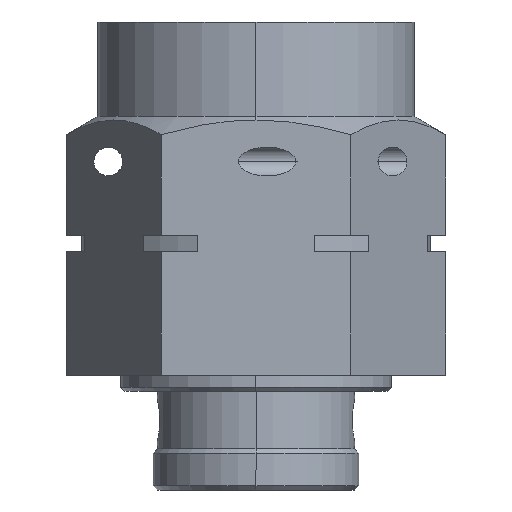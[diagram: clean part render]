
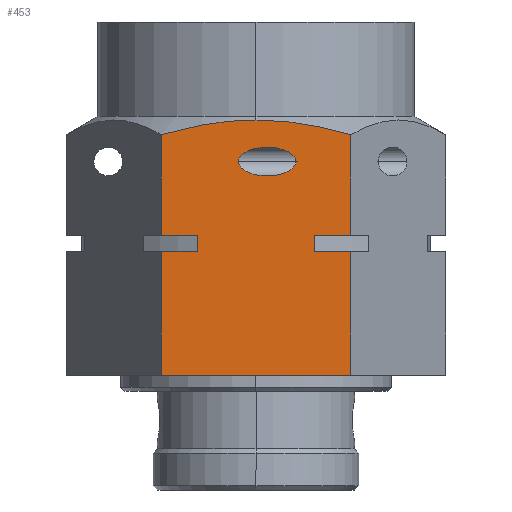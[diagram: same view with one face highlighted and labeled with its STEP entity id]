
A CAD part, left-side view. The second image highlights one B-rep face of the part: STEP entity #453.
In plain terms, the highlighted planar face has unit normal (-1, 0, 0).
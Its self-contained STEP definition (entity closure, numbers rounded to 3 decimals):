
#10 = VECTOR ( 'NONE', #603, 1000. ) ;
#11 = DIRECTION ( 'NONE',  ( 0., 1., 0. ) ) ;
#18 = VERTEX_POINT ( 'NONE', #1643 ) ;
#44 = CARTESIAN_POINT ( 'NONE',  ( -4., -0.972, 8. ) ) ;
#129 = CARTESIAN_POINT ( 'NONE',  ( -4., 2.309, 8.656 ) ) ;
#135 = CARTESIAN_POINT ( 'NONE',  ( -4., 0., 9.013 ) ) ;
#146 = CARTESIAN_POINT ( 'NONE',  ( -4., 1.436, 6.2 ) ) ;
#166 = DIRECTION ( 'NONE',  ( 0., 0., -1. ) ) ;
#193 = ORIENTED_EDGE ( 'NONE', *, *, #2040, .T. ) ;
#202 = EDGE_CURVE ( 'NONE', #2056, #1887, #2225, .T. ) ;
#203 =( BOUNDED_CURVE ( )  B_SPLINE_CURVE ( 3, ( #702, #1824, #2454, #2027 ),
 .UNSPECIFIED., .F., .T. ) 
 B_SPLINE_CURVE_WITH_KNOTS ( ( 4, 4 ),
 ( 0., 3.142 ),
 .UNSPECIFIED. ) 
 CURVE ( )  GEOMETRIC_REPRESENTATION_ITEM ( )  RATIONAL_B_SPLINE_CURVE ( ( 1., 0.333, 0.333, 1. ) ) 
 REPRESENTATION_ITEM ( '' )  );
#204 = VERTEX_POINT ( 'NONE', #129 ) ;
#281 = EDGE_CURVE ( 'NONE', #2794, #632, #2912, .T. ) ;
#334 = ORIENTED_EDGE ( 'NONE', *, *, #2228, .T. ) ;
#339 = CARTESIAN_POINT ( 'NONE',  ( -4., 2.309, 6.2 ) ) ;
#369 = VERTEX_POINT ( 'NONE', #1332 ) ;
#389 = CARTESIAN_POINT ( 'NONE',  ( -4., 0.391, 9.013 ) ) ;
#404 = DIRECTION ( 'NONE',  ( 0., 0., -1. ) ) ;
#413 = ORIENTED_EDGE ( 'NONE', *, *, #2654, .T. ) ;
#420 = ORIENTED_EDGE ( 'NONE', *, *, #791, .F. ) ;
#453 = ADVANCED_FACE ( 'NONE', ( #1009, #2412 ), #1386, .F. ) ;
#458 = CARTESIAN_POINT ( 'NONE',  ( -4., -2.309, 11.4 ) ) ;
#474 = ORIENTED_EDGE ( 'NONE', *, *, #2017, .T. ) ;
#497 = VECTOR ( 'NONE', #2580, 1000. ) ;
#570 = ORIENTED_EDGE ( 'NONE', *, *, #1733, .F. ) ;
#594 = CARTESIAN_POINT ( 'NONE',  ( -4., 1.558, 8.854 ) ) ;
#603 = DIRECTION ( 'NONE',  ( 0., -1., 0. ) ) ;
#612 = CARTESIAN_POINT ( 'NONE',  ( -4., 2.309, 6.2 ) ) ;
#625 = CARTESIAN_POINT ( 'NONE',  ( -4., 2.309, 2.8 ) ) ;
#632 = VERTEX_POINT ( 'NONE', #146 ) ;
#675 = CARTESIAN_POINT ( 'NONE',  ( -4., 2.309, 5.8 ) ) ;
#702 = CARTESIAN_POINT ( 'NONE',  ( -4., 0.428, 8. ) ) ;
#703 = DIRECTION ( 'NONE',  ( 0., 1., 0. ) ) ;
#713 = DIRECTION ( 'NONE',  ( 1., 0., 0. ) ) ;
#789 = ORIENTED_EDGE ( 'NONE', *, *, #1099, .T. ) ;
#791 = EDGE_CURVE ( 'NONE', #2310, #792, #1202, .T. ) ;
#792 = VERTEX_POINT ( 'NONE', #2392 ) ;
#807 = B_SPLINE_CURVE_WITH_KNOTS ( 'NONE', 3,
 ( #1696, #1929, #1264, #816, #2370, #2121 ),
 .UNSPECIFIED., .F., .F.,
 ( 4, 2, 4 ),
 ( 0.014, 0.015, 0.017 ),
 .UNSPECIFIED. ) ;
#816 = CARTESIAN_POINT ( 'NONE',  ( -4., -1.549, 8.856 ) ) ;
#820 = CARTESIAN_POINT ( 'NONE',  ( -4., 1.936, 8.764 ) ) ;
#851 = CARTESIAN_POINT ( 'NONE',  ( -4., 1.436, 2.8 ) ) ;
#927 = CARTESIAN_POINT ( 'NONE',  ( -4., 1.436, 5.8 ) ) ;
#932 = EDGE_CURVE ( 'NONE', #369, #2279, #1723, .T. ) ;
#960 = CARTESIAN_POINT ( 'NONE',  ( -4., 2.309, 5.8 ) ) ;
#976 = ORIENTED_EDGE ( 'NONE', *, *, #932, .T. ) ;
#994 = DIRECTION ( 'NONE',  ( 0., 1., 0. ) ) ;
#1009 = FACE_BOUND ( 'NONE', #2146, .T. ) ;
#1022 = VECTOR ( 'NONE', #166, 1000. ) ;
#1078 = LINE ( 'NONE', #960, #1955 ) ;
#1085 = VECTOR ( 'NONE', #11, 1000. ) ;
#1099 = EDGE_CURVE ( 'NONE', #1887, #792, #2783, .T. ) ;
#1142 = ORIENTED_EDGE ( 'NONE', *, *, #1898, .T. ) ;
#1202 = LINE ( 'NONE', #2882, #2636 ) ;
#1217 = EDGE_CURVE ( 'NONE', #1730, #2372, #2787, .T. ) ;
#1251 = CARTESIAN_POINT ( 'NONE',  ( -4., -1.436, 6.2 ) ) ;
#1254 = B_SPLINE_CURVE_WITH_KNOTS ( 'NONE', 3,
 ( #1258, #820, #594, #2142, #389, #135 ),
 .UNSPECIFIED., .F., .F.,
 ( 4, 2, 4 ),
 ( 0.012, 0.013, 0.014 ),
 .UNSPECIFIED. ) ;
#1258 = CARTESIAN_POINT ( 'NONE',  ( -4., 2.309, 8.656 ) ) ;
#1264 = CARTESIAN_POINT ( 'NONE',  ( -4., -0.778, 8.98 ) ) ;
#1267 = DIRECTION ( 'NONE',  ( 0., 0., -1. ) ) ;
#1293 = CARTESIAN_POINT ( 'NONE',  ( -4., 2.309, 11.4 ) ) ;
#1310 = VERTEX_POINT ( 'NONE', #1593 ) ;
#1332 = CARTESIAN_POINT ( 'NONE',  ( -4., -0.972, 8. ) ) ;
#1344 = DIRECTION ( 'NONE',  ( 0., -1., 0. ) ) ;
#1353 = CARTESIAN_POINT ( 'NONE',  ( -4., 0., 9.013 ) ) ;
#1363 = CARTESIAN_POINT ( 'NONE',  ( -4., 2.309, 5.8 ) ) ;
#1384 = CARTESIAN_POINT ( 'NONE',  ( -4., -0.972, 7.3 ) ) ;
#1386 = PLANE ( 'NONE',  #1420 ) ;
#1412 = CARTESIAN_POINT ( 'NONE',  ( -4., 0.428, 7.3 ) ) ;
#1420 = AXIS2_PLACEMENT_3D ( 'NONE', #1831, #713, #703 ) ;
#1587 = VECTOR ( 'NONE', #2367, 1000. ) ;
#1593 = CARTESIAN_POINT ( 'NONE',  ( -4., -2.309, 2.8 ) ) ;
#1600 = VECTOR ( 'NONE', #2013, 1000. ) ;
#1604 = VECTOR ( 'NONE', #2192, 1000. ) ;
#1615 = VERTEX_POINT ( 'NONE', #1353 ) ;
#1625 = ORIENTED_EDGE ( 'NONE', *, *, #2340, .F. ) ;
#1639 = CARTESIAN_POINT ( 'NONE',  ( -4., 0.428, 8. ) ) ;
#1643 = CARTESIAN_POINT ( 'NONE',  ( -4., -2.309, 5.8 ) ) ;
#1695 = VECTOR ( 'NONE', #1267, 1000. ) ;
#1696 = CARTESIAN_POINT ( 'NONE',  ( -4., 0., 9.013 ) ) ;
#1714 = CARTESIAN_POINT ( 'NONE',  ( -4., -1.436, 2.8 ) ) ;
#1723 =( BOUNDED_CURVE ( )  B_SPLINE_CURVE ( 3, ( #44, #1384, #1412, #1639 ),
 .UNSPECIFIED., .F., .T. ) 
 B_SPLINE_CURVE_WITH_KNOTS ( ( 4, 4 ),
 ( 3.142, 6.283 ),
 .UNSPECIFIED. ) 
 CURVE ( )  GEOMETRIC_REPRESENTATION_ITEM ( )  RATIONAL_B_SPLINE_CURVE ( ( 1., 0.333, 0.333, 1. ) ) 
 REPRESENTATION_ITEM ( '' )  );
#1730 = VERTEX_POINT ( 'NONE', #675 ) ;
#1733 = EDGE_CURVE ( 'NONE', #18, #1310, #2785, .T. ) ;
#1824 = CARTESIAN_POINT ( 'NONE',  ( -4., 0.428, 8.7 ) ) ;
#1831 = CARTESIAN_POINT ( 'NONE',  ( -4., 2.309, 11.4 ) ) ;
#1865 = ORIENTED_EDGE ( 'NONE', *, *, #281, .T. ) ;
#1887 = VERTEX_POINT ( 'NONE', #1251 ) ;
#1888 = CARTESIAN_POINT ( 'NONE',  ( -4., 2.309, 2.8 ) ) ;
#1898 = EDGE_CURVE ( 'NONE', #204, #2794, #2595, .T. ) ;
#1901 = CARTESIAN_POINT ( 'NONE',  ( -4., 0.428, 8. ) ) ;
#1929 = CARTESIAN_POINT ( 'NONE',  ( -4., -0.391, 9.013 ) ) ;
#1955 = VECTOR ( 'NONE', #994, 1000. ) ;
#1994 = LINE ( 'NONE', #1888, #497 ) ;
#2013 = DIRECTION ( 'NONE',  ( 0., 0., -1. ) ) ;
#2017 = EDGE_CURVE ( 'NONE', #2044, #1730, #2266, .T. ) ;
#2027 = CARTESIAN_POINT ( 'NONE',  ( -4., -0.972, 8. ) ) ;
#2040 = EDGE_CURVE ( 'NONE', #2279, #369, #203, .T. ) ;
#2044 = VERTEX_POINT ( 'NONE', #927 ) ;
#2056 = VERTEX_POINT ( 'NONE', #2294 ) ;
#2118 = ORIENTED_EDGE ( 'NONE', *, *, #202, .T. ) ;
#2121 = CARTESIAN_POINT ( 'NONE',  ( -4., -2.309, 8.656 ) ) ;
#2142 = CARTESIAN_POINT ( 'NONE',  ( -4., 0.787, 8.979 ) ) ;
#2146 = EDGE_LOOP ( 'NONE', ( #976, #193 ) ) ;
#2192 = DIRECTION ( 'NONE',  ( 0., 0., -1. ) ) ;
#2225 = LINE ( 'NONE', #1714, #1587 ) ;
#2228 = EDGE_CURVE ( 'NONE', #2372, #1310, #1994, .T. ) ;
#2266 = LINE ( 'NONE', #1363, #1085 ) ;
#2279 = VERTEX_POINT ( 'NONE', #1901 ) ;
#2294 = CARTESIAN_POINT ( 'NONE',  ( -4., -1.436, 5.8 ) ) ;
#2310 = VERTEX_POINT ( 'NONE', #2382 ) ;
#2340 = EDGE_CURVE ( 'NONE', #204, #1615, #1254, .T. ) ;
#2363 = EDGE_CURVE ( 'NONE', #632, #2044, #2740, .T. ) ;
#2367 = DIRECTION ( 'NONE',  ( 0., 0., 1. ) ) ;
#2370 = CARTESIAN_POINT ( 'NONE',  ( -4., -1.934, 8.765 ) ) ;
#2372 = VERTEX_POINT ( 'NONE', #625 ) ;
#2382 = CARTESIAN_POINT ( 'NONE',  ( -4., -2.309, 8.656 ) ) ;
#2392 = CARTESIAN_POINT ( 'NONE',  ( -4., -2.309, 6.2 ) ) ;
#2412 = FACE_OUTER_BOUND ( 'NONE', #2708, .T. ) ;
#2454 = CARTESIAN_POINT ( 'NONE',  ( -4., -0.972, 8.7 ) ) ;
#2526 = ORIENTED_EDGE ( 'NONE', *, *, #2363, .T. ) ;
#2580 = DIRECTION ( 'NONE',  ( 0., -1., 0. ) ) ;
#2584 = ORIENTED_EDGE ( 'NONE', *, *, #1217, .T. ) ;
#2595 = LINE ( 'NONE', #2887, #1022 ) ;
#2603 = CARTESIAN_POINT ( 'NONE',  ( -4., 2.309, 6.2 ) ) ;
#2636 = VECTOR ( 'NONE', #404, 1000. ) ;
#2654 = EDGE_CURVE ( 'NONE', #18, #2056, #1078, .T. ) ;
#2683 = ORIENTED_EDGE ( 'NONE', *, *, #2776, .F. ) ;
#2708 = EDGE_LOOP ( 'NONE', ( #2118, #789, #420, #2683, #1625, #1142, #1865, #2526, #474, #2584, #334, #570, #413 ) ) ;
#2733 = VECTOR ( 'NONE', #1344, 1000. ) ;
#2740 = LINE ( 'NONE', #851, #1695 ) ;
#2776 = EDGE_CURVE ( 'NONE', #1615, #2310, #807, .T. ) ;
#2783 = LINE ( 'NONE', #339, #10 ) ;
#2785 = LINE ( 'NONE', #458, #1600 ) ;
#2787 = LINE ( 'NONE', #1293, #1604 ) ;
#2794 = VERTEX_POINT ( 'NONE', #2603 ) ;
#2882 = CARTESIAN_POINT ( 'NONE',  ( -4., -2.309, 11.4 ) ) ;
#2887 = CARTESIAN_POINT ( 'NONE',  ( -4., 2.309, 11.4 ) ) ;
#2912 = LINE ( 'NONE', #612, #2733 ) ;
